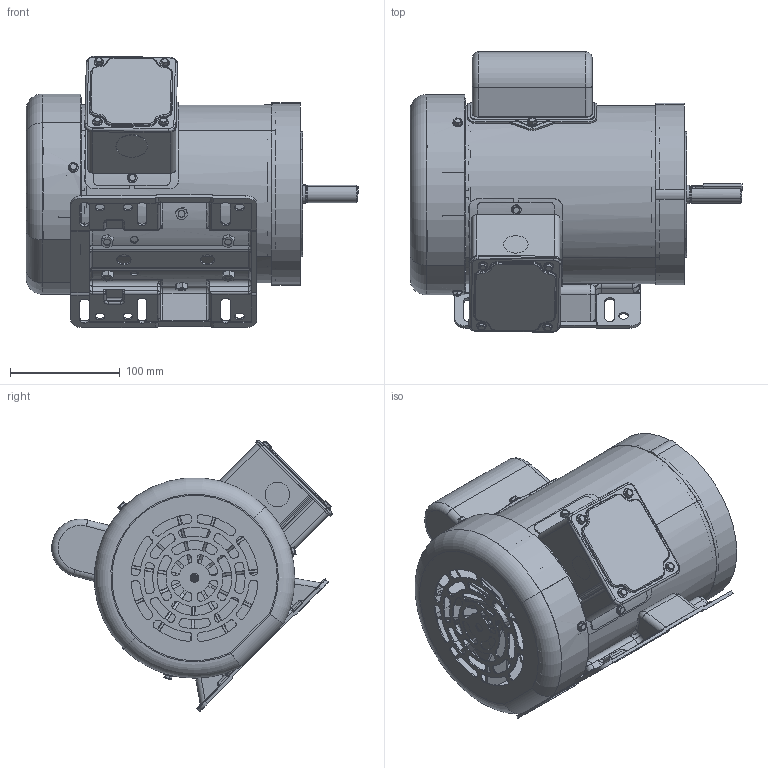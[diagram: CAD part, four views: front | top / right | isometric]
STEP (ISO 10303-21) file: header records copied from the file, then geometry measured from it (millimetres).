
FILE_DESCRIPTION (( 'STEP AP214' ), '1' );
FILE_NAME ('MTR2-P50-1AB36.STEP', '2016-01-12T22:03:15', ( '' ), ( '' ), 'SwSTEP 2.0', 'SolidWorks 2015', '' );
FILE_SCHEMA (( 'AUTOMOTIVE_DESIGN' ));
Length unit declared in the file: inch
Products named in the file (24): Elec box screw cover; Elec Box; Base; Fan Guard A; Fan; Rear bearing A; Rear end bell C; Shell case B; Front keyed shaft; front end bell; Shaft Key1875 x 1875 x 1.38; Front bearing A; Fan cover bolt Hex Washer Screw_AI_IN-HWMS 0.164-32x0.25x0.25-N; Tail Shaft A; Front Flange bolt Hex Washer Screw_AI_IN-HWMS 0.19-24x1x1-N; Shaft A; Cap Cover bolt Hex Washer Screw_AI_IN-HWMS 0.164-32x0.25x0.25-N; Base bolt Hexagon head tapping screws GB_PreviewCfg; MTR2-P50-1AB36; Elec Cover bolt Hex Washer Screw_AI_IN-HWMS 0.164-32x0.3125x0.3125-N; Cap cover bolt; Elec box gasket; Cap cover gasket; Cap cover
Assembly tree (38 placements, depth 2):
  MTR2-P50-1AB36
    Shaft A
    Tail Shaft A
    Front bearing A
    front end bell
    Front keyed shaft
    Shell case B
    Rear end bell C
    Rear bearing A
    Fan
    Fan Guard A
    Base
    Elec Box
    Elec box screw cover
    Cap cover
    Cap cover gasket
    Elec box gasket
    Cap cover bolt  x2
    Elec Cover bolt Hex Washer Screw_AI_IN-HWMS 0.164-32x0.3125x0.3125-N  x4
    Base bolt Hexagon head tapping screws GB_PreviewCfg  x6
    Cap Cover bolt Hex Washer Screw_AI_IN-HWMS 0.164-32x0.25x0.25-N  x4
    Front Flange bolt Hex Washer Screw_AI_IN-HWMS 0.19-24x1x1-N  x2
    Fan cover bolt Hex Washer Screw_AI_IN-HWMS 0.164-32x0.25x0.25-N  x3
    Shaft Key1875 x 1875 x 1.38
Bounding box: 302.04 x 255.2 x 246.62 mm (x, y, z)
Volume: 877759.2 mm3; surface area: 708930.1 mm2
Topology: 54 solids, 54 shells, 2456 faces, 6350 edges, 4042 vertices
Faces by surface type: cylinder 1005, plane 924, bspline 223, torus 190, cone 106, sphere 8
Entity records: 88779 total; most frequent: CARTESIAN_POINT 31755, ORIENTED_EDGE 11472, DIRECTION 10871, EDGE_CURVE 5736, AXIS2_PLACEMENT_3D 4167, VERTEX_POINT 3670, VECTOR 2537, LINE 2537
